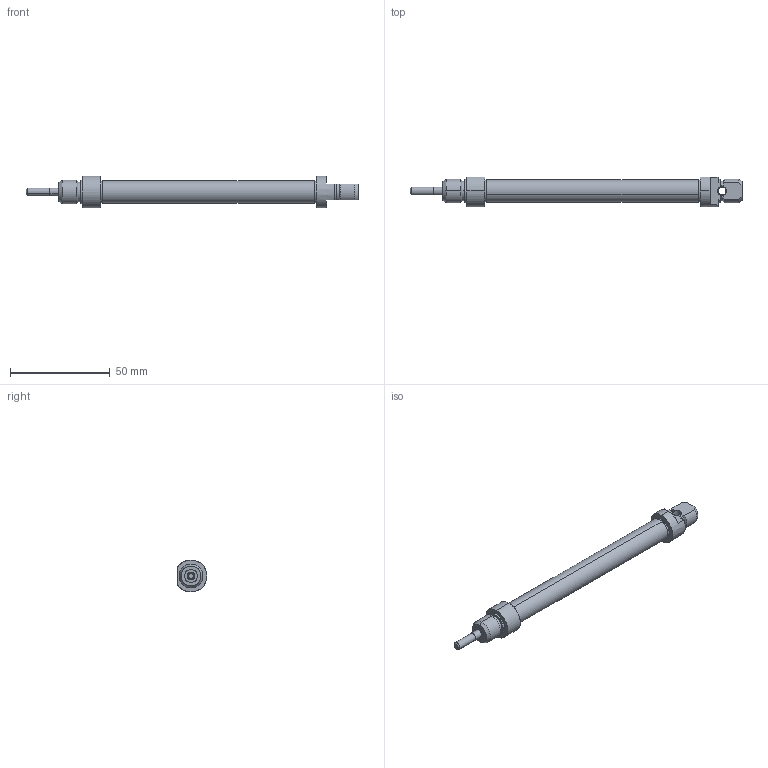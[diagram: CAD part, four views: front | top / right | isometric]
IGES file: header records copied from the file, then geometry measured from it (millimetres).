
Start section: SolidWorks IGES file using analytic representation for surfaces
Global section: file name: MF0100080A.igs; native system: SolidWorks 2011; preprocessor: SolidWorks 2011; author: cad01; date: 110505.180505; units: millimetre
Bounding box: 166.5 x 15 x 16 mm (x, y, z)
Surface area: 10267.5 mm2 (no closed solid volume)
Topology: 0 solids, 0 shells, 94 faces, 1496 edges, 1494 vertices
Faces by surface type: revolution 69, bspline 25
